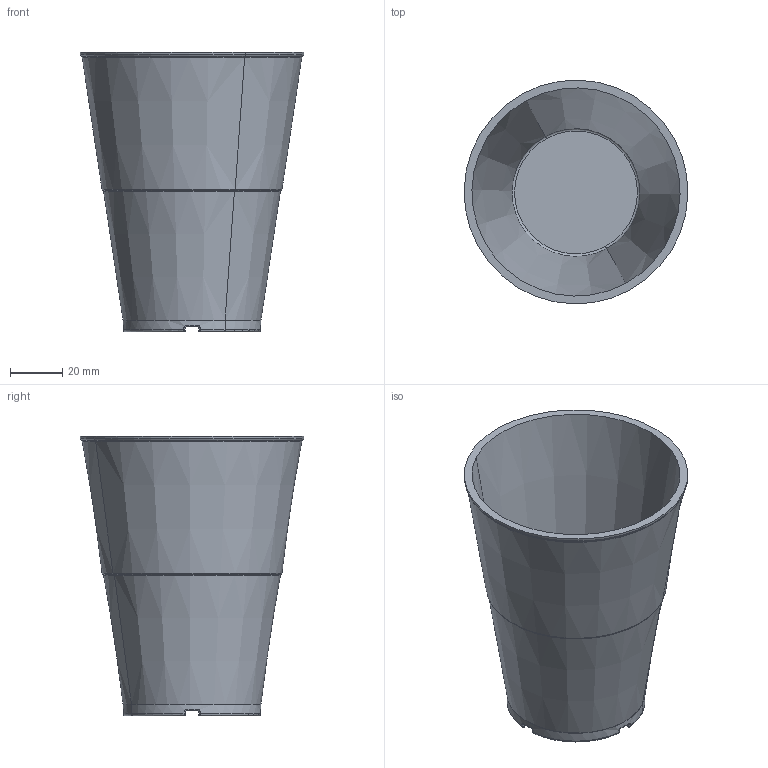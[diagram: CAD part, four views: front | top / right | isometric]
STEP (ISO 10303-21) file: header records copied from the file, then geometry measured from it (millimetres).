
FILE_DESCRIPTION(('CATIA V5 STEP'),'2;1');
FILE_NAME('Helene Cup V4- 20190121.stp','2019-01-21T16:01:45+00:00',('none'),('none'),'CATIA Version 5 Release 19 GA (IN-10)','CATIA V5 STEP AP214','none');
FILE_SCHEMA(('AUTOMOTIVE_DESIGN { 1 0 10303 214 1 1 1 1 }'));
Length unit declared in the file: millimetre
Products named in the file (1): Helene Cup V4
Bounding box: 85.98 x 85.98 x 107.5 mm (x, y, z)
Volume: 55817.7 mm3; surface area: 49484.6 mm2
Topology: 1 solids, 1 shells, 125 faces, 284 edges, 154 vertices
Faces by surface type: bspline 54, torus 34, cylinder 18, plane 11, cone 8
Entity records: 5312 total; most frequent: CARTESIAN_POINT 3128, ORIENTED_EDGE 552, EDGE_CURVE 276, DIRECTION 218, B_SPLINE_CURVE_WITH_KNOTS 158, VERTEX_POINT 154, AXIS2_PLACEMENT_3D 137, EDGE_LOOP 126
